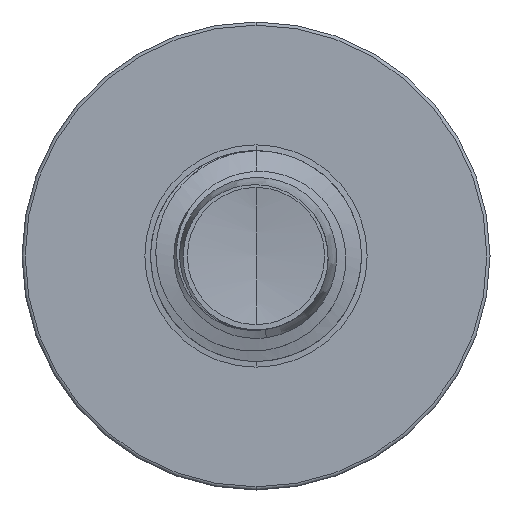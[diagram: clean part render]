
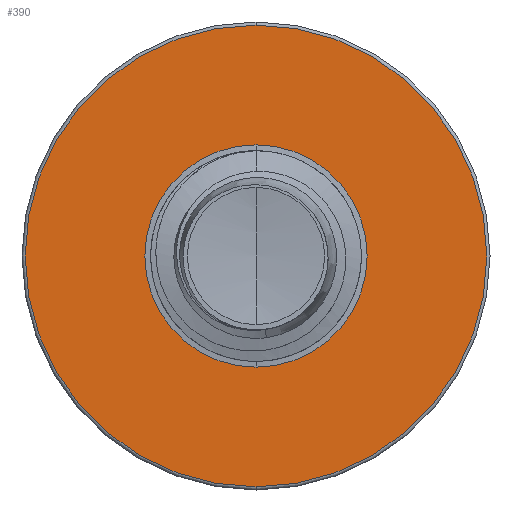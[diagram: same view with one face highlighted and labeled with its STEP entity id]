
A CAD part, front view. The second image highlights one B-rep face of the part: STEP entity #390.
In plain terms, the highlighted planar face has unit normal (0, -1, 0).
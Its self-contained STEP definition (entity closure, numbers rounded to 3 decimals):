
#275 = EDGE_CURVE ( 'NONE', #3775, #10206, #12957, .T. ) ;
#390 = ADVANCED_FACE ( 'NONE', ( #1716, #7637 ), #1041, .F. ) ;
#1041 = PLANE ( 'NONE',  #6004 ) ;
#1357 = CIRCLE ( 'NONE', #3913, 2.375 ) ;
#1716 = FACE_OUTER_BOUND ( 'NONE', #15589, .T. ) ;
#2277 = AXIS2_PLACEMENT_3D ( 'NONE', #7039, #6845, #7150 ) ;
#2846 = CARTESIAN_POINT ( 'NONE',  ( 0., 7., -4.932 ) ) ;
#3562 = EDGE_CURVE ( 'NONE', #11680, #9185, #3727, .T. ) ;
#3568 = EDGE_CURVE ( 'NONE', #10206, #3775, #15550, .T. ) ;
#3727 = CIRCLE ( 'NONE', #12674, 2.375 ) ;
#3775 = VERTEX_POINT ( 'NONE', #10469 ) ;
#3913 = AXIS2_PLACEMENT_3D ( 'NONE', #12521, #4338, #13225 ) ;
#4338 = DIRECTION ( 'NONE',  ( 0., 1., 0. ) ) ;
#6004 = AXIS2_PLACEMENT_3D ( 'NONE', #11523, #7228, #7221 ) ;
#6845 = DIRECTION ( 'NONE',  ( 0., 1., 0. ) ) ;
#7039 = CARTESIAN_POINT ( 'NONE',  ( 0., 7., 0. ) ) ;
#7150 = DIRECTION ( 'NONE',  ( 0., 0., 1. ) ) ;
#7221 = DIRECTION ( 'NONE',  ( 0., 0., 1. ) ) ;
#7228 = DIRECTION ( 'NONE',  ( 0., 1., 0. ) ) ;
#7637 = FACE_BOUND ( 'NONE', #13683, .T. ) ;
#9185 = VERTEX_POINT ( 'NONE', #15592 ) ;
#10206 = VERTEX_POINT ( 'NONE', #2846 ) ;
#10469 = CARTESIAN_POINT ( 'NONE',  ( 0., 7., 4.933 ) ) ;
#10926 = DIRECTION ( 'NONE',  ( 0., 0., 1. ) ) ;
#10929 = DIRECTION ( 'NONE',  ( 0., 1., 0. ) ) ;
#10946 = CARTESIAN_POINT ( 'NONE',  ( 0., 7., 0. ) ) ;
#10978 = DIRECTION ( 'NONE',  ( 0., 0., 1. ) ) ;
#10993 = DIRECTION ( 'NONE',  ( 0., 1., 0. ) ) ;
#11010 = CARTESIAN_POINT ( 'NONE',  ( 0., 7., 0. ) ) ;
#11523 = CARTESIAN_POINT ( 'NONE',  ( 0., 7., -2.375 ) ) ;
#11680 = VERTEX_POINT ( 'NONE', #11705 ) ;
#11705 = CARTESIAN_POINT ( 'NONE',  ( 0., 7., 2.375 ) ) ;
#12521 = CARTESIAN_POINT ( 'NONE',  ( 0., 7., 0. ) ) ;
#12674 = AXIS2_PLACEMENT_3D ( 'NONE', #11010, #10993, #10978 ) ;
#12842 = ORIENTED_EDGE ( 'NONE', *, *, #275, .F. ) ;
#12927 = EDGE_CURVE ( 'NONE', #9185, #11680, #1357, .T. ) ;
#12957 = CIRCLE ( 'NONE', #2277, 4.933 ) ;
#13103 = ORIENTED_EDGE ( 'NONE', *, *, #3568, .F. ) ;
#13159 = AXIS2_PLACEMENT_3D ( 'NONE', #10946, #10929, #10926 ) ;
#13225 = DIRECTION ( 'NONE',  ( 0., 0., 1. ) ) ;
#13683 = EDGE_LOOP ( 'NONE', ( #14058, #14788 ) ) ;
#14058 = ORIENTED_EDGE ( 'NONE', *, *, #3562, .T. ) ;
#14788 = ORIENTED_EDGE ( 'NONE', *, *, #12927, .T. ) ;
#15550 = CIRCLE ( 'NONE', #13159, 4.933 ) ;
#15589 = EDGE_LOOP ( 'NONE', ( #12842, #13103 ) ) ;
#15592 = CARTESIAN_POINT ( 'NONE',  ( 0., 7., -2.375 ) ) ;
